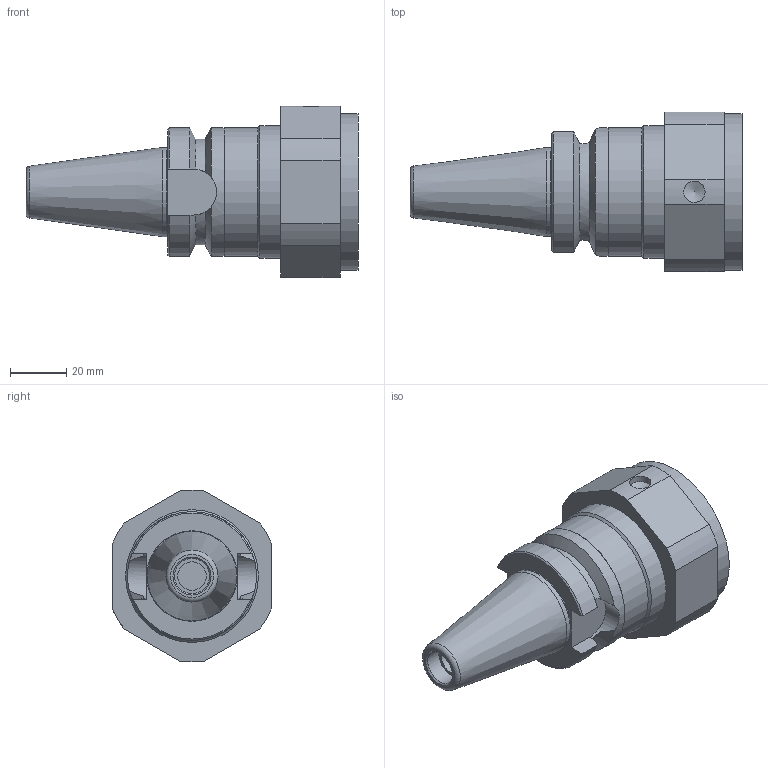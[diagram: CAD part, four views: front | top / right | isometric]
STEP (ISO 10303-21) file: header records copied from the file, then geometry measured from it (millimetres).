
FILE_DESCRIPTION(/* description */ (''),/* implementation_level */ '2;1');
FILE_NAME(/* name */ 'BT30-TG100-2.75 v2.step',/* time_stamp */ '2026-01-15T17:35:37-06:00',/* author */ (''),/* organization */ (''),/* preprocessor_version */ 'ST-DEVELOPER v20.1',/* originating_system */ 'Autodesk Translation Framework v14.21.0.0',/* authorisation */ '');
FILE_SCHEMA (('AUTOMOTIVE_DESIGN { 1 0 10303 214 3 1 1 }'));
Length unit declared in the file: inch
Products named in the file (4): (Unsaved); BT30 SF.250-3.75 v3; BT30 DUAL CONTACT TEMPLATE FINALIZED; BT30 TG100-2.75
Assembly tree (3 placements, depth 3):
  (Unsaved)
    BT30 SF.250-3.75 v3
    BT30 DUAL CONTACT TEMPLATE FINALIZED
      BT30 TG100-2.75
Bounding box: 118.36 x 56.9 x 61.23 mm (x, y, z)
Volume: 128146.3 mm3; surface area: 27159.6 mm2
Topology: 1 solids, 1 shells, 62 faces, 159 edges, 104 vertices
Faces by surface type: cylinder 23, plane 21, cone 16, torus 2
Full cylindrical faces by diameter (mm): 7.62 x2, 10.16 x1, 12.548 x1, 14 x1, 29.185 x1, 31.75 x1, 45.695 x1, 45.923 x1, 47.346 x1, 55.88 x1
Entity records: 2141 total; most frequent: CARTESIAN_POINT 496, DIRECTION 339, ORIENTED_EDGE 314, EDGE_CURVE 157, AXIS2_PLACEMENT_3D 137, VERTEX_POINT 104, EDGE_LOOP 69, CIRCLE 68
